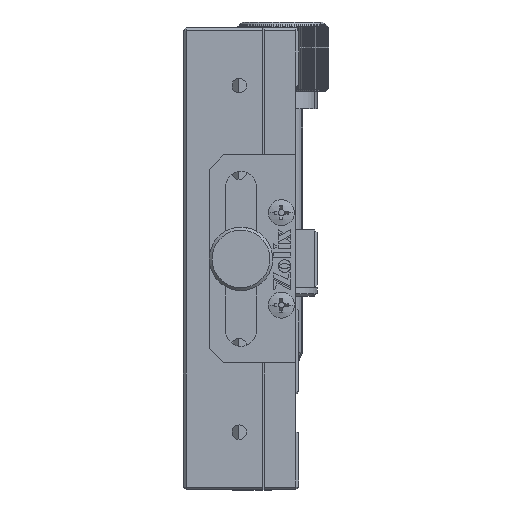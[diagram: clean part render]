
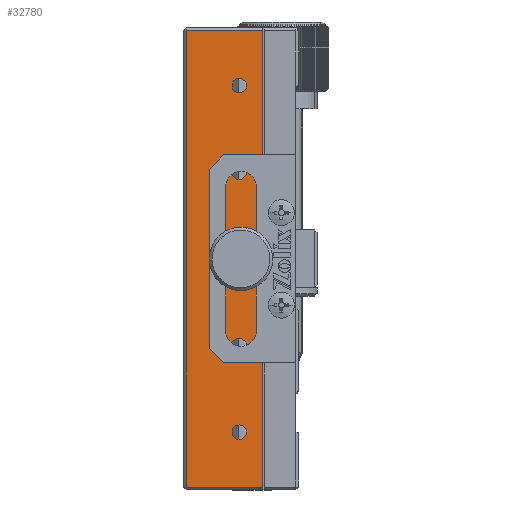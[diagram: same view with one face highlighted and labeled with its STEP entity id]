
A CAD part, left-side view. The second image highlights one B-rep face of the part: STEP entity #32780.
In plain terms, the highlighted planar face has unit normal (-1, 0, 0).
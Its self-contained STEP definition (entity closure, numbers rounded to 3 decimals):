
#249 = CARTESIAN_POINT ( 'NONE',  ( -37.399, -2.578, 123.75 ) ) ;
#675 = EDGE_CURVE ( 'NONE', #35965, #14157, #17395, .T. ) ;
#1209 = DIRECTION ( 'NONE',  ( 0., 0., 1. ) ) ;
#1310 = DIRECTION ( 'NONE',  ( -1., 0., 0. ) ) ;
#1312 = CARTESIAN_POINT ( 'NONE',  ( -37.399, -2.878, 94.6 ) ) ;
#1340 = EDGE_CURVE ( 'NONE', #11993, #21366, #40802, .T. ) ;
#1551 = EDGE_LOOP ( 'NONE', ( #30417, #24525 ) ) ;
#1915 = EDGE_CURVE ( 'NONE', #29882, #2139, #25460, .T. ) ;
#2044 = CARTESIAN_POINT ( 'NONE',  ( -37.399, -2.578, 121.25 ) ) ;
#2139 = VERTEX_POINT ( 'NONE', #40546 ) ;
#2373 = EDGE_CURVE ( 'NONE', #21366, #11993, #10686, .T. ) ;
#2670 = DIRECTION ( 'NONE',  ( 0., -1., 0. ) ) ;
#2942 = DIRECTION ( 'NONE',  ( -1., 0., 0. ) ) ;
#3551 = EDGE_CURVE ( 'NONE', #16524, #36768, #16657, .T. ) ;
#3886 = ORIENTED_EDGE ( 'NONE', *, *, #7471, .T. ) ;
#4387 = AXIS2_PLACEMENT_3D ( 'NONE', #24205, #1310, #4886 ) ;
#4424 = CARTESIAN_POINT ( 'NONE',  ( -37.399, -6.578, 53. ) ) ;
#4652 = DIRECTION ( 'NONE',  ( -1., 0., 0. ) ) ;
#4699 = DIRECTION ( 'NONE',  ( -1., 0., 0. ) ) ;
#4886 = DIRECTION ( 'NONE',  ( 0., 0., 1. ) ) ;
#5375 = ORIENTED_EDGE ( 'NONE', *, *, #15809, .F. ) ;
#5469 = DIRECTION ( 'NONE',  ( 0., 0., 1. ) ) ;
#6080 = EDGE_LOOP ( 'NONE', ( #29444, #5375 ) ) ;
#6089 = CARTESIAN_POINT ( 'NONE',  ( -37.399, 6.622, 132. ) ) ;
#6099 = DIRECTION ( 'NONE',  ( 0., 0., 1. ) ) ;
#6428 = AXIS2_PLACEMENT_3D ( 'NONE', #8118, #4699, #10950 ) ;
#6434 = DIRECTION ( 'NONE',  ( 0., 0., 1. ) ) ;
#6711 = CARTESIAN_POINT ( 'NONE',  ( -37.399, -2.578, 62.5 ) ) ;
#6791 = DIRECTION ( 'NONE',  ( 0., 0., 1. ) ) ;
#7197 = FACE_OUTER_BOUND ( 'NONE', #41646, .T. ) ;
#7471 = EDGE_CURVE ( 'NONE', #31268, #40518, #12260, .T. ) ;
#7572 = DIRECTION ( 'NONE',  ( 0., 0., 1. ) ) ;
#8118 = CARTESIAN_POINT ( 'NONE',  ( -37.399, -6.578, 52.5 ) ) ;
#8897 = CARTESIAN_POINT ( 'NONE',  ( -37.399, -2.578, 122.5 ) ) ;
#8985 = CARTESIAN_POINT ( 'NONE',  ( -37.399, -2.578, 63.75 ) ) ;
#9056 = LINE ( 'NONE', #31655, #42205 ) ;
#9214 = VECTOR ( 'NONE', #2670, 1000. ) ;
#9479 = ORIENTED_EDGE ( 'NONE', *, *, #34449, .F. ) ;
#9738 = EDGE_CURVE ( 'NONE', #15241, #26443, #27151, .T. ) ;
#9795 = AXIS2_PLACEMENT_3D ( 'NONE', #33916, #4652, #1209 ) ;
#10405 = CIRCLE ( 'NONE', #18951, 1.25 ) ;
#10686 = CIRCLE ( 'NONE', #14998, 2.1 ) ;
#10950 = DIRECTION ( 'NONE',  ( 0., 0., 1. ) ) ;
#10977 = DIRECTION ( 'NONE',  ( -1., 0., 0. ) ) ;
#11084 = EDGE_CURVE ( 'NONE', #36622, #23819, #34203, .T. ) ;
#11793 = LINE ( 'NONE', #14178, #14821 ) ;
#11993 = VERTEX_POINT ( 'NONE', #1312 ) ;
#12260 = LINE ( 'NONE', #22168, #9214 ) ;
#13316 = DIRECTION ( 'NONE',  ( 0., 1., 0. ) ) ;
#13590 = DIRECTION ( 'NONE',  ( -1., 0., 0. ) ) ;
#14051 = ORIENTED_EDGE ( 'NONE', *, *, #3551, .F. ) ;
#14157 = VERTEX_POINT ( 'NONE', #23184 ) ;
#14178 = CARTESIAN_POINT ( 'NONE',  ( -37.399, -6.578, 52.5 ) ) ;
#14821 = VECTOR ( 'NONE', #39850, 1000. ) ;
#14998 = AXIS2_PLACEMENT_3D ( 'NONE', #18736, #2942, #6099 ) ;
#15241 = VERTEX_POINT ( 'NONE', #249 ) ;
#15328 = VECTOR ( 'NONE', #13316, 1000. ) ;
#15809 = EDGE_CURVE ( 'NONE', #26443, #15241, #36623, .T. ) ;
#15887 = EDGE_LOOP ( 'NONE', ( #35814, #33563 ) ) ;
#16219 = EDGE_LOOP ( 'NONE', ( #39129, #9479 ) ) ;
#16339 = AXIS2_PLACEMENT_3D ( 'NONE', #35741, #10977, #7572 ) ;
#16524 = VERTEX_POINT ( 'NONE', #8985 ) ;
#16657 = CIRCLE ( 'NONE', #33584, 1.25 ) ;
#16700 = EDGE_LOOP ( 'NONE', ( #14051, #28320 ) ) ;
#17395 = CIRCLE ( 'NONE', #16339, 1.25 ) ;
#17865 = FACE_BOUND ( 'NONE', #16700, .T. ) ;
#18678 = DIRECTION ( 'NONE',  ( -1., 0., 0. ) ) ;
#18736 = CARTESIAN_POINT ( 'NONE',  ( -37.399, -2.878, 92.5 ) ) ;
#18758 = AXIS2_PLACEMENT_3D ( 'NONE', #40542, #37407, #27386 ) ;
#18890 = FACE_BOUND ( 'NONE', #16219, .T. ) ;
#18951 = AXIS2_PLACEMENT_3D ( 'NONE', #41198, #24946, #5469 ) ;
#19150 = DIRECTION ( 'NONE',  ( 0., 0., -1. ) ) ;
#20247 = ORIENTED_EDGE ( 'NONE', *, *, #34747, .T. ) ;
#20600 = CARTESIAN_POINT ( 'NONE',  ( -37.399, -2.578, 61.25 ) ) ;
#21256 = EDGE_CURVE ( 'NONE', #14157, #35965, #10405, .T. ) ;
#21366 = VERTEX_POINT ( 'NONE', #28896 ) ;
#21847 = CIRCLE ( 'NONE', #25038, 1.25 ) ;
#21910 = CARTESIAN_POINT ( 'NONE',  ( -37.399, 6.622, 53. ) ) ;
#22168 = CARTESIAN_POINT ( 'NONE',  ( -37.399, -6.578, 53. ) ) ;
#22701 = CARTESIAN_POINT ( 'NONE',  ( -37.399, -6.578, 132. ) ) ;
#23184 = CARTESIAN_POINT ( 'NONE',  ( -37.399, -2.578, 108.75 ) ) ;
#23275 = DIRECTION ( 'NONE',  ( -1., 0., 0. ) ) ;
#23336 = CIRCLE ( 'NONE', #18758, 1.25 ) ;
#23508 = EDGE_CURVE ( 'NONE', #40518, #36622, #11793, .T. ) ;
#23819 = VERTEX_POINT ( 'NONE', #6089 ) ;
#23830 = DIRECTION ( 'NONE',  ( 0., 0., 1. ) ) ;
#24205 = CARTESIAN_POINT ( 'NONE',  ( -37.399, -2.578, 77.5 ) ) ;
#24470 = FACE_BOUND ( 'NONE', #6080, .T. ) ;
#24525 = ORIENTED_EDGE ( 'NONE', *, *, #675, .F. ) ;
#24946 = DIRECTION ( 'NONE',  ( -1., 0., 0. ) ) ;
#25038 = AXIS2_PLACEMENT_3D ( 'NONE', #39255, #13590, #6791 ) ;
#25460 = CIRCLE ( 'NONE', #4387, 1.25 ) ;
#26078 = EDGE_CURVE ( 'NONE', #36768, #16524, #21847, .T. ) ;
#26443 = VERTEX_POINT ( 'NONE', #2044 ) ;
#26933 = CARTESIAN_POINT ( 'NONE',  ( -37.399, -2.878, 92.5 ) ) ;
#27151 = CIRCLE ( 'NONE', #40704, 1.25 ) ;
#27386 = DIRECTION ( 'NONE',  ( 0., 0., 1. ) ) ;
#27725 = CARTESIAN_POINT ( 'NONE',  ( -37.399, -2.578, 106.25 ) ) ;
#28320 = ORIENTED_EDGE ( 'NONE', *, *, #26078, .F. ) ;
#28540 = FACE_BOUND ( 'NONE', #1551, .T. ) ;
#28896 = CARTESIAN_POINT ( 'NONE',  ( -37.399, -2.878, 90.4 ) ) ;
#29444 = ORIENTED_EDGE ( 'NONE', *, *, #9738, .F. ) ;
#29668 = CARTESIAN_POINT ( 'NONE',  ( -37.399, -6.578, 132. ) ) ;
#29882 = VERTEX_POINT ( 'NONE', #32302 ) ;
#30417 = ORIENTED_EDGE ( 'NONE', *, *, #21256, .F. ) ;
#31268 = VERTEX_POINT ( 'NONE', #21910 ) ;
#31655 = CARTESIAN_POINT ( 'NONE',  ( -37.399, 6.622, 52.5 ) ) ;
#32247 = ORIENTED_EDGE ( 'NONE', *, *, #11084, .T. ) ;
#32302 = CARTESIAN_POINT ( 'NONE',  ( -37.399, -2.578, 78.75 ) ) ;
#32687 = ORIENTED_EDGE ( 'NONE', *, *, #23508, .T. ) ;
#32780 = ADVANCED_FACE ( 'NONE', ( #18890, #17865, #24470, #28540, #40796, #7197 ), #33687, .T. ) ;
#33563 = ORIENTED_EDGE ( 'NONE', *, *, #2373, .F. ) ;
#33584 = AXIS2_PLACEMENT_3D ( 'NONE', #6711, #35561, #6434 ) ;
#33687 = PLANE ( 'NONE',  #6428 ) ;
#33916 = CARTESIAN_POINT ( 'NONE',  ( -37.399, -2.578, 122.5 ) ) ;
#34084 = AXIS2_PLACEMENT_3D ( 'NONE', #26933, #23275, #23830 ) ;
#34203 = LINE ( 'NONE', #22701, #15328 ) ;
#34449 = EDGE_CURVE ( 'NONE', #2139, #29882, #23336, .T. ) ;
#34747 = EDGE_CURVE ( 'NONE', #23819, #31268, #9056, .T. ) ;
#34754 = DIRECTION ( 'NONE',  ( 0., 0., 1. ) ) ;
#35561 = DIRECTION ( 'NONE',  ( -1., 0., 0. ) ) ;
#35741 = CARTESIAN_POINT ( 'NONE',  ( -37.399, -2.578, 107.5 ) ) ;
#35814 = ORIENTED_EDGE ( 'NONE', *, *, #1340, .F. ) ;
#35965 = VERTEX_POINT ( 'NONE', #27725 ) ;
#36622 = VERTEX_POINT ( 'NONE', #29668 ) ;
#36623 = CIRCLE ( 'NONE', #9795, 1.25 ) ;
#36768 = VERTEX_POINT ( 'NONE', #20600 ) ;
#37407 = DIRECTION ( 'NONE',  ( -1., 0., 0. ) ) ;
#39129 = ORIENTED_EDGE ( 'NONE', *, *, #1915, .F. ) ;
#39255 = CARTESIAN_POINT ( 'NONE',  ( -37.399, -2.578, 62.5 ) ) ;
#39850 = DIRECTION ( 'NONE',  ( 0., 0., 1. ) ) ;
#40518 = VERTEX_POINT ( 'NONE', #4424 ) ;
#40542 = CARTESIAN_POINT ( 'NONE',  ( -37.399, -2.578, 77.5 ) ) ;
#40546 = CARTESIAN_POINT ( 'NONE',  ( -37.399, -2.578, 76.25 ) ) ;
#40704 = AXIS2_PLACEMENT_3D ( 'NONE', #8897, #18678, #34754 ) ;
#40796 = FACE_BOUND ( 'NONE', #15887, .T. ) ;
#40802 = CIRCLE ( 'NONE', #34084, 2.1 ) ;
#41198 = CARTESIAN_POINT ( 'NONE',  ( -37.399, -2.578, 107.5 ) ) ;
#41646 = EDGE_LOOP ( 'NONE', ( #20247, #3886, #32687, #32247 ) ) ;
#42205 = VECTOR ( 'NONE', #19150, 1000. ) ;
